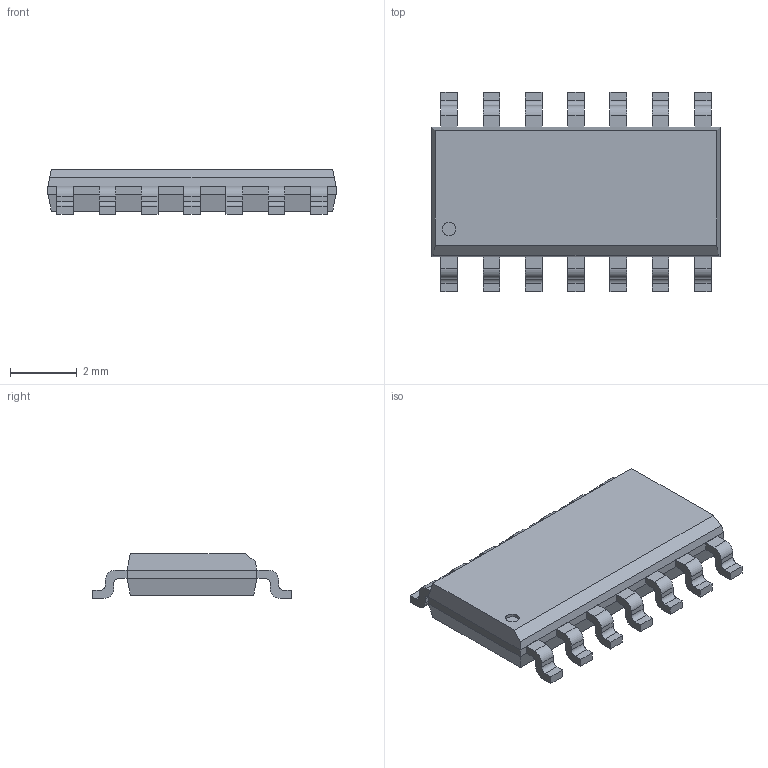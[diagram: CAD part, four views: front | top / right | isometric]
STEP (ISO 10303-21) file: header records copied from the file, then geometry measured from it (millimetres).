
FILE_DESCRIPTION(/* description */ (''),/* implementation_level */ '2;1');
FILE_NAME(/* name */ '5eff951b7c244518a3fd45ca',/* time_stamp */ '2020-07-03T20:29:15+00:00',/* author */ (''),/* organization */ (''),/* preprocessor_version */ 'ST-DEVELOPER v16.7',/* originating_system */ $,/* authorisation */ $);
FILE_SCHEMA (('AUTOMOTIVE_DESIGN {1 0 10303 214 3 1 1}'));
Length unit declared in the file: metre
Products named in the file (15): Part 15; Part 14; Part 13; Part 12; Part 11; Part 10; Part 9; Part 8; Part 7; Part 6; Part 5; Part 4; Part 3; Part 2; Part 1
Bounding box: 8.65 x 5.98 x 1.35 mm (x, y, z)
Volume: 43.3 mm3; surface area: 127.5 mm2
Topology: 15 solids, 15 shells, 213 faces, 538 edges, 356 vertices
Faces by surface type: plane 156, cylinder 57
Full cylindrical faces by diameter (mm): 0.4 x1
Entity records: 6753 total; most frequent: CARTESIAN_POINT 1121, DIRECTION 1107, ORIENTED_EDGE 1074, EDGE_CURVE 537, LINE 423, VECTOR 423, VERTEX_POINT 356, AXIS2_PLACEMENT_3D 342
